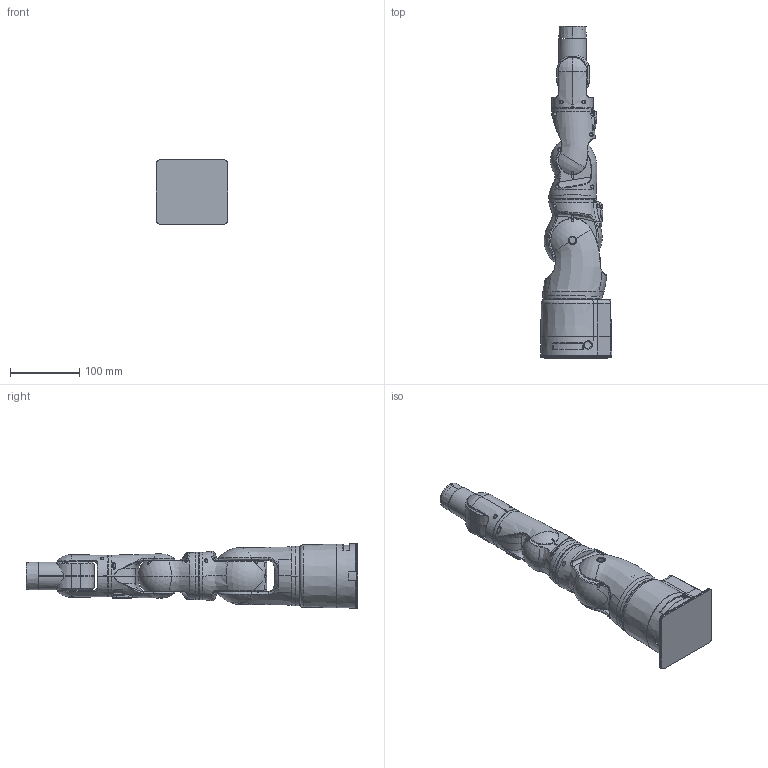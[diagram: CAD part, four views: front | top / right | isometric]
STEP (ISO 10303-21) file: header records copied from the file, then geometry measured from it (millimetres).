
FILE_DESCRIPTION((''),'2;1');
FILE_NAME('MYARM000_ASM_1_ASM','2024-03-18T12:00:56',('Elephant'),(''),'CREO PARAMETRIC BY PTC INC, 2021284','CREO PARAMETRIC BY PTC INC, 2021284','');
FILE_SCHEMA(('CONFIG_CONTROL_DESIGN','SHAPE_APPEARANCE_LAYERS_GROUPS'));
Products named in the file (29): 1030100372_12_1_1_7_1_1; DC00_7_1_1_20_1_1; DC-099-8A-20_1_1_1; 0002_ASM_8_ASM_1_ASM_1_ASM_5_AS_ASM; 1030100373_12_1_1_1_1_1; ADMI372C2KNL_31_3_1_1_1_1_1; ADMI372C2KNL_179_3_1_1_1_1_1; ADMI372C2KNL_225_3_1_1_1_1_1; 000_ASM_4_ASM_1_ASM_1_ASM_1_ASM_ASM; 0003_ASM_2_ASM_1_ASM_1_ASM_1_AS_ASM; 0001_ASM_2_ASM_1_ASM_1_ASM_41_A_ASM; J1BASE_ASM_1_ASM; J2RIGHT_1; J200_1; J200_ASM_1_ASM; J3LEFT_1; J300_ASM_1_ASM; J4LEFTNEW_1; J400_ASM_1_ASM; J5RIGHT_1; J5LEFT_1; J500_ASM_1_ASM; J6RIGHT_1; 1030100391_3_1_1_1_1_1; 1030100393_9_1_1_1_1_1; MYARM000_ASM_1_ASM_1_ASM_1_ASM; J6LEFT_1; J600_ASM_1_ASM; MYARM000_ASM_1_ASM
Assembly tree (28 placements, depth 6):
  MYARM000_ASM_1_ASM
    J1BASE_ASM_1_ASM
      0001_ASM_2_ASM_1_ASM_1_ASM_41_A_ASM
        0002_ASM_8_ASM_1_ASM_1_ASM_5_AS_ASM
          1030100372_12_1_1_7_1_1
          DC00_7_1_1_20_1_1
          DC-099-8A-20_1_1_1
        0003_ASM_2_ASM_1_ASM_1_ASM_1_AS_ASM
          1030100373_12_1_1_1_1_1
          000_ASM_4_ASM_1_ASM_1_ASM_1_ASM_ASM
            ADMI372C2KNL_31_3_1_1_1_1_1
            ADMI372C2KNL_179_3_1_1_1_1_1
            ADMI372C2KNL_225_3_1_1_1_1_1
    J200_ASM_1_ASM
      J2RIGHT_1
      J200_1
    J300_ASM_1_ASM
      J3LEFT_1
    J400_ASM_1_ASM
      J4LEFTNEW_1
    J500_ASM_1_ASM
      J5RIGHT_1
      J5LEFT_1
    J600_ASM_1_ASM
      J6RIGHT_1
      MYARM000_ASM_1_ASM_1_ASM_1_ASM
        1030100391_3_1_1_1_1_1
        1030100393_9_1_1_1_1_1
      J6LEFT_1
Bounding box: 102.93 x 478.81 x 92.93 mm (x, y, z)
Volume: 1768343.5 mm3; surface area: 277478.3 mm2
Topology: 15 solids, 74 shells, 2153 faces, 5579 edges, 3653 vertices
Faces by surface type: plane 1112, cylinder 532, bspline 327, cone 75, torus 70, sphere 21, extrusion 13, revolution 3
Entity records: 127279 total; most frequent: CARTESIAN_POINT 55401, ORIENTED_EDGE 11126, DIRECTION 9161, EDGE_CURVE 5563, PRESENTATION_STYLE_ASSIGNMENT 4786, STYLED_ITEM 4786, VERTEX_POINT 3653, AXIS2_PLACEMENT_3D 3258
